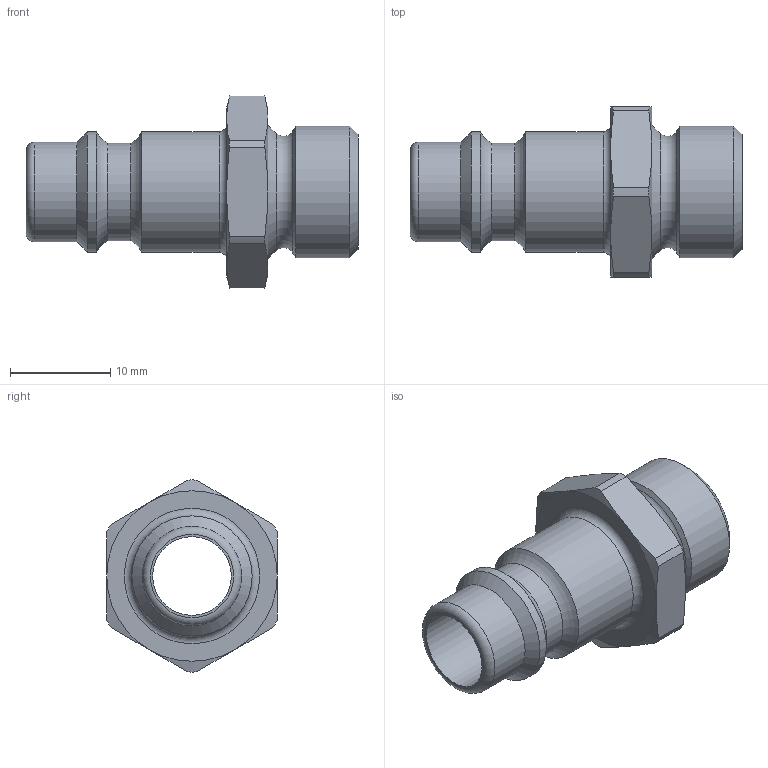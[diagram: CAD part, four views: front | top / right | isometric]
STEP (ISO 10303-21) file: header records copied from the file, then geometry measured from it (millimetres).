
FILE_DESCRIPTION((''),'2;1');
FILE_NAME('25sfaw13rxx.stp','2014-06-17T09:30:50',('IA176480'),(''),'Autodesk Inventor 2013','Autodesk Inventor 2013','');
FILE_SCHEMA(('AUTOMOTIVE_DESIGN { 1 0 10303 214 1 1 1 1 }'));
Length unit declared in the file: millimetre
Products named in the file (1): D110730
Bounding box: 33.1 x 17 x 19.15 mm (x, y, z)
Volume: 2452.9 mm3; surface area: 2482.8 mm2
Topology: 1 solids, 1 shells, 44 faces, 95 edges, 55 vertices
Faces by surface type: cone 17, cylinder 12, plane 10, torus 5
Full cylindrical faces by diameter (mm): 7.85 x1, 9.75 x1, 9.9 x1, 12 x2, 13.157 x1
Entity records: 1108 total; most frequent: CARTESIAN_POINT 227, DIRECTION 188, ORIENTED_EDGE 158, AXIS2_PLACEMENT_3D 88, EDGE_CURVE 79, EDGE_LOOP 64, VERTEX_POINT 55, FACE_OUTER_BOUND 44
